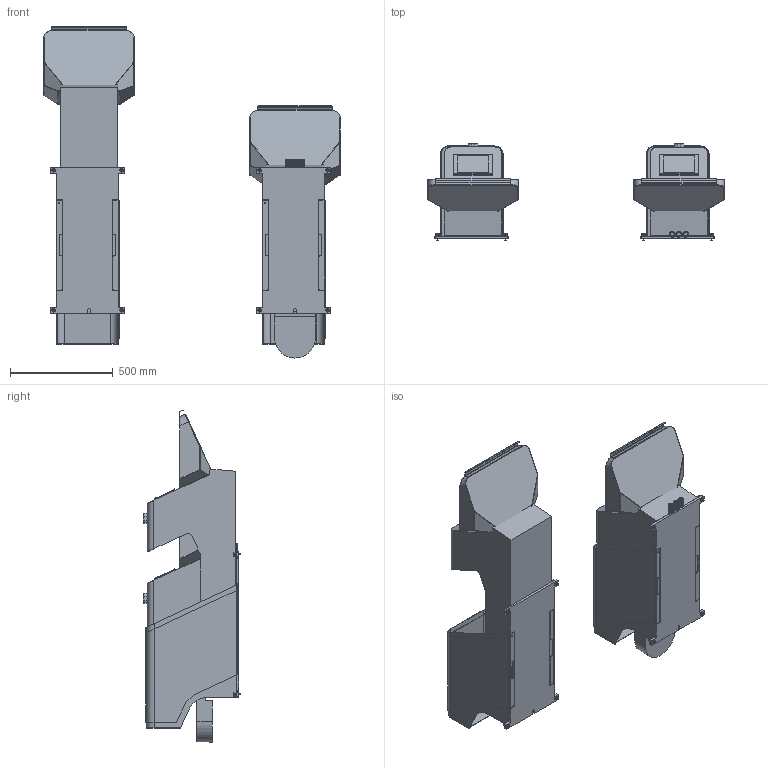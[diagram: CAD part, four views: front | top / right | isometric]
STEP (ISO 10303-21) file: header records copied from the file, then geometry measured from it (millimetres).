
FILE_DESCRIPTION (( 'STEP AP214' ), '1' );
FILE_NAME ('Feedy_Barebone-V1.0.STEP', '2019-10-16T13:13:56', ( '' ), ( '' ), 'SwSTEP 2.0', 'SolidWorks 2019', '' );
FILE_SCHEMA (( 'AUTOMOTIVE_DESIGN' ));
Length unit declared in the file: millimetre
Products named in the file (5): Feedy-closed; Feed-open; Feedy-closed_01; Feed-open_01; Feedy_Barebone-V1.0
Assembly tree (2 placements, depth 2):
  Feedy-closed
  Feed-open
  Feedy_Barebone-V1.0
    Feedy-closed_01
    Feed-open_01
Bounding box: 1440 x 473.6 x 1611.69 mm (x, y, z)
Surface area: 8739094.6 mm2 (no closed solid volume)
Topology: 0 solids, 66 shells, 842 faces, 2604 edges, 1793 vertices
Faces by surface type: plane 439, cylinder 323, cone 40, bspline 30, torus 10
Entity records: 40212 total; most frequent: CARTESIAN_POINT 8243, DIRECTION 4837, ORIENTED_EDGE 4179, EDGE_CURVE 2604, VERTEX_POINT 1793, AXIS2_PLACEMENT_3D 1640, LINE 1557, VECTOR 1557
